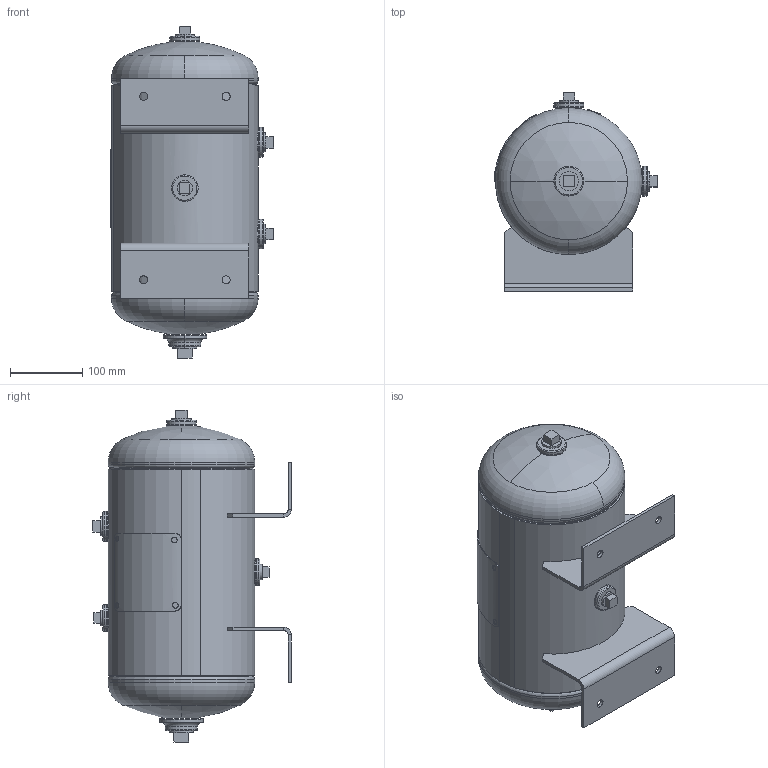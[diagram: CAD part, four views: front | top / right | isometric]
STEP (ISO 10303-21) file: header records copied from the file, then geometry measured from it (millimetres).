
FILE_DESCRIPTION (( 'STEP AP203' ), '1' );
FILE_NAME ('304982.STEP', '2012-03-06T19:59:28', ( '' ), ( '' ), 'SwSTEP 2.0', 'SolidWorks 2011', '' );
FILE_SCHEMA (( 'CONFIG_CONTROL_DESIGN' ));
Length unit declared in the file: inch
Products named in the file (1): 304982
Bounding box: 226.15 x 275.42 x 460.01 mm (x, y, z)
Surface area: 446831.5 mm2 (no closed solid volume)
Topology: 0 solids, 24 shells, 268 faces, 664 edges, 424 vertices
Faces by surface type: plane 120, cylinder 70, torus 62, bspline 12, sphere 4
Entity records: 9749 total; most frequent: CARTESIAN_POINT 3237, DIRECTION 1428, ORIENTED_EDGE 1211, EDGE_CURVE 664, AXIS2_PLACEMENT_3D 557, VERTEX_POINT 424, VECTOR 314, LINE 314
